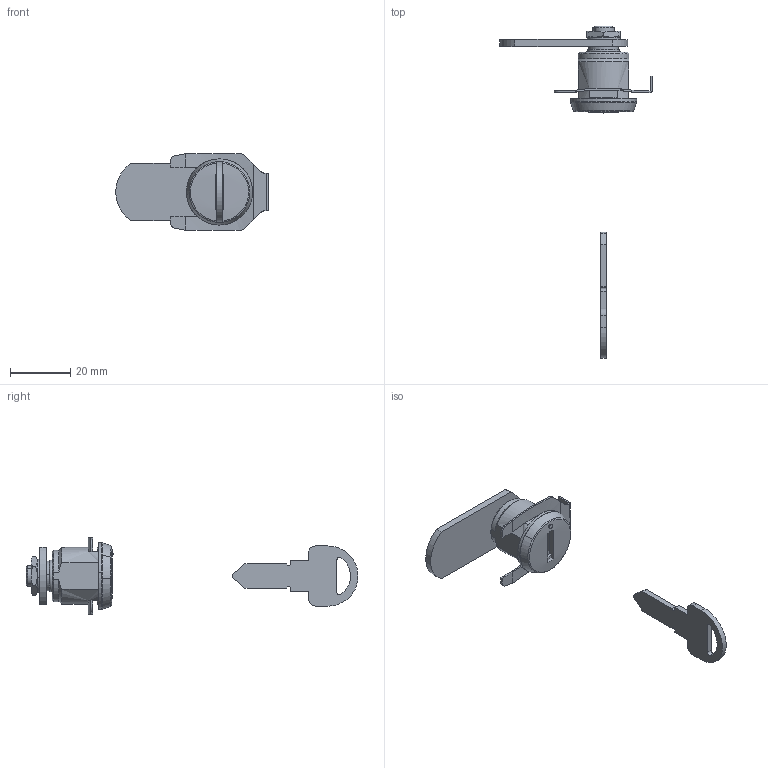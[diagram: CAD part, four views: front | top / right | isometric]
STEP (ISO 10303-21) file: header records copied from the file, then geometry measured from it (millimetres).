
FILE_DESCRIPTION((''),'2;1');
FILE_NAME('','2005-07-15T15:50:02',(''),(''),'','CADfix','');
FILE_SCHEMA(('AUTOMOTIVE_DESIGN'));
Length unit declared in the file: millimetre
Products named in the file (8): retainer; washer; nut_B; lock; key; cap; cam; TL_255_1_454_36
Assembly tree (7 placements, depth 2):
  TL_255_1_454_36
    retainer
    washer
    nut_B
    lock
    key
    cap
    cam
Bounding box: 50.7 x 110.39 x 25.5 mm (x, y, z)
Volume: 8602.9 mm3; surface area: 7447.8 mm2
Topology: 7 solids, 7 shells, 181 faces, 503 edges, 345 vertices
Faces by surface type: bspline 181
Entity records: 6375 total; most frequent: CARTESIAN_POINT 3320, ORIENTED_EDGE 1006, EDGE_CURVE 503, VERTEX_POINT 345, QUASI_UNIFORM_CURVE 254, EDGE_LOOP 200, FACE_OUTER_BOUND 181, ADVANCED_FACE 181
